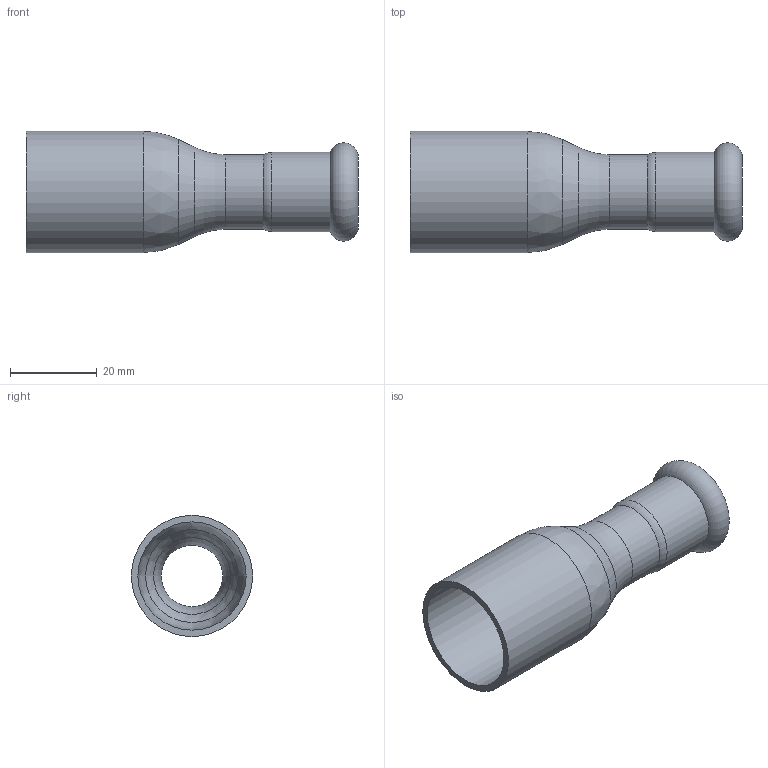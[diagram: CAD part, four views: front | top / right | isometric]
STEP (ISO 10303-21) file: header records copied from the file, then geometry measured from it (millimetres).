
FILE_DESCRIPTION(/* description */ ('Riduzione MF 28x15 Inoxpres'),/* implementation_level */ '2;1');
FILE_NAME(/* name */ '191028015_Inoxpres.stp',/* time_stamp */ '2022-10-12T10:49:19+02:00',/* author */ ('Vault'),/* organization */ ('Raccorderie metalliche s.p.a. '),/* preprocessor_version */ 'ST-DEVELOPER v18.1',/* originating_system */ 'Autodesk Inventor 2020',/* authorisation */ 'Raccorderie metalliche s.p.a. ');
FILE_SCHEMA (('AUTOMOTIVE_DESIGN { 1 0 10303 214 3 1 1 }'));
Length unit declared in the file: millimetre
Products named in the file (1): 191028015_Inoxpres
Bounding box: 76.7 x 28 x 28 mm (x, y, z)
Volume: 8365.5 mm3; surface area: 10696 mm2
Topology: 1 solids, 1 shells, 21 faces, 76 edges, 56 vertices
Faces by surface type: cylinder 8, torus 7, cone 3, bspline 2, plane 1
Full cylindrical faces by diameter (mm): 14.2 x1, 15.3 x1, 15.7 x2, 17.2 x1, 18.3 x1, 25 x1, 28 x1
Entity records: 972 total; most frequent: CARTESIAN_POINT 206, DIRECTION 181, ORIENTED_EDGE 152, AXIS2_PLACEMENT_3D 85, EDGE_CURVE 76, CIRCLE 65, VERTEX_POINT 56, EDGE_LOOP 22
